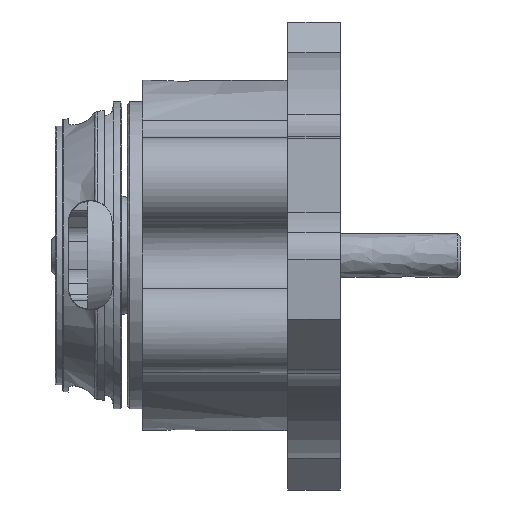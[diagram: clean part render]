
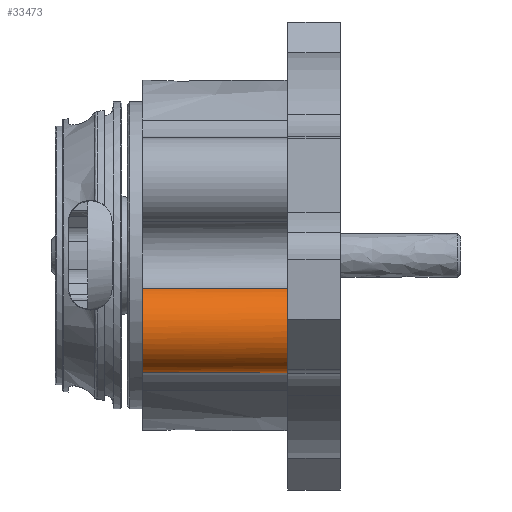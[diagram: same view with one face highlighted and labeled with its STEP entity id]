
A CAD part, top view. The second image highlights one B-rep face of the part: STEP entity #33473.
In plain terms, the highlighted free-form (B-spline) face has degree [2, 1] with [5, 2] control points.
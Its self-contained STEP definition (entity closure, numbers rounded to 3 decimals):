
#32852 = VERTEX_POINT('',#32853);
#32853 = CARTESIAN_POINT('',(-11.882,-13.975,
    24.171));
#32859 = EDGE_CURVE('',#32852,#32860,#32862,.T.);
#32860 = VERTEX_POINT('',#32861);
#32861 = CARTESIAN_POINT('',(-11.882,-4.059,
    27.718));
#32862 = ( BOUNDED_CURVE() B_SPLINE_CURVE(2,(#32863,#32864,#32865,#32866
,#32867),.UNSPECIFIED.,.F.,.F.) B_SPLINE_CURVE_WITH_KNOTS((3,2,3),(
    4.445,5.94,7.434),
.PIECEWISE_BEZIER_KNOTS.) CURVE() GEOMETRIC_REPRESENTATION_ITEM() 
RATIONAL_B_SPLINE_CURVE((1.,0.734,1.,0.734,1.)) 
REPRESENTATION_ITEM('') );
#32863 = CARTESIAN_POINT('',(-11.882,-13.975,
    24.171));
#32864 = CARTESIAN_POINT('',(-11.882,-15.267,
    28.89));
#32865 = CARTESIAN_POINT('',(-11.882,-10.66,
    30.538));
#32866 = CARTESIAN_POINT('',(-11.882,-6.054,
    32.186));
#32867 = CARTESIAN_POINT('',(-11.882,-4.059,
    27.718));
#33446 = VERTEX_POINT('',#33447);
#33447 = CARTESIAN_POINT('',(5.594,-4.059,
    27.718));
#33453 = EDGE_CURVE('',#33446,#33454,#33456,.T.);
#33454 = VERTEX_POINT('',#33455);
#33455 = CARTESIAN_POINT('',(5.594,-13.975,
    24.171));
#33456 = ( BOUNDED_CURVE() B_SPLINE_CURVE(2,(#33457,#33458,#33459,#33460
,#33461),.UNSPECIFIED.,.F.,.F.) B_SPLINE_CURVE_WITH_KNOTS((3,2,3),(
    1.991,3.485,4.98),
.PIECEWISE_BEZIER_KNOTS.) CURVE() GEOMETRIC_REPRESENTATION_ITEM() 
RATIONAL_B_SPLINE_CURVE((1.,0.734,1.,0.734,1.)) 
REPRESENTATION_ITEM('') );
#33457 = CARTESIAN_POINT('',(5.594,-4.059,
    27.718));
#33458 = CARTESIAN_POINT('',(5.594,-6.054,
    32.186));
#33459 = CARTESIAN_POINT('',(5.594,-10.66,
    30.538));
#33460 = CARTESIAN_POINT('',(5.594,-15.267,
    28.89));
#33461 = CARTESIAN_POINT('',(5.594,-13.975,
    24.171));
#33473 = ADVANCED_FACE('',(#33474),#33488,.T.);
#33474 = FACE_BOUND('',#33475,.T.);
#33475 = EDGE_LOOP('',(#33476,#33477,#33482,#33483));
#33476 = ORIENTED_EDGE('',*,*,#32859,.F.);
#33477 = ORIENTED_EDGE('',*,*,#33478,.F.);
#33478 = EDGE_CURVE('',#33454,#32852,#33479,.T.);
#33479 = B_SPLINE_CURVE_WITH_KNOTS('',1,(#33480,#33481),.UNSPECIFIED.,
  .F.,.F.,(2,2),(0.002,13.24),.PIECEWISE_BEZIER_KNOTS.);
#33480 = CARTESIAN_POINT('',(5.594,-13.975,
    24.171));
#33481 = CARTESIAN_POINT('',(-11.882,-13.975,
    24.171));
#33482 = ORIENTED_EDGE('',*,*,#33453,.F.);
#33483 = ORIENTED_EDGE('',*,*,#33484,.T.);
#33484 = EDGE_CURVE('',#33446,#32860,#33485,.T.);
#33485 = B_SPLINE_CURVE_WITH_KNOTS('',1,(#33486,#33487),.UNSPECIFIED.,
  .F.,.F.,(2,2),(0.002,13.24),.PIECEWISE_BEZIER_KNOTS.);
#33486 = CARTESIAN_POINT('',(5.594,-4.059,
    27.718));
#33487 = CARTESIAN_POINT('',(-11.882,-4.059,
    27.718));
#33488 = ( BOUNDED_SURFACE() B_SPLINE_SURFACE(2,1,(
    (#33489,#33490)
    ,(#33491,#33492)
    ,(#33493,#33494)
    ,(#33495,#33496)
    ,(#33497,#33498
)),.UNSPECIFIED.,.F.,.F.,.F.) B_SPLINE_SURFACE_WITH_KNOTS((3,2,3),(2,2),
  (4.445,5.94,7.434),(0.002,
13.24),.PIECEWISE_BEZIER_KNOTS.) GEOMETRIC_REPRESENTATION_ITEM() 
RATIONAL_B_SPLINE_SURFACE((
    (1.,1.)
    ,(0.734,0.734)
    ,(1.,1.)
    ,(0.734,0.734)
,(1.,1.))) REPRESENTATION_ITEM('') SURFACE() );
#33489 = CARTESIAN_POINT('',(5.594,-13.975,
    24.171));
#33490 = CARTESIAN_POINT('',(-11.882,-13.975,
    24.171));
#33491 = CARTESIAN_POINT('',(5.594,-15.267,
    28.89));
#33492 = CARTESIAN_POINT('',(-11.882,-15.267,
    28.89));
#33493 = CARTESIAN_POINT('',(5.594,-10.66,
    30.538));
#33494 = CARTESIAN_POINT('',(-11.882,-10.66,
    30.538));
#33495 = CARTESIAN_POINT('',(5.594,-6.054,
    32.186));
#33496 = CARTESIAN_POINT('',(-11.882,-6.054,
    32.186));
#33497 = CARTESIAN_POINT('',(5.594,-4.059,
    27.718));
#33498 = CARTESIAN_POINT('',(-11.882,-4.059,
    27.718));
